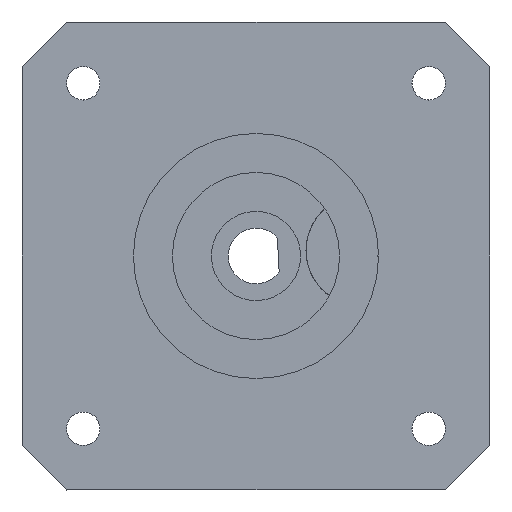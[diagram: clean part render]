
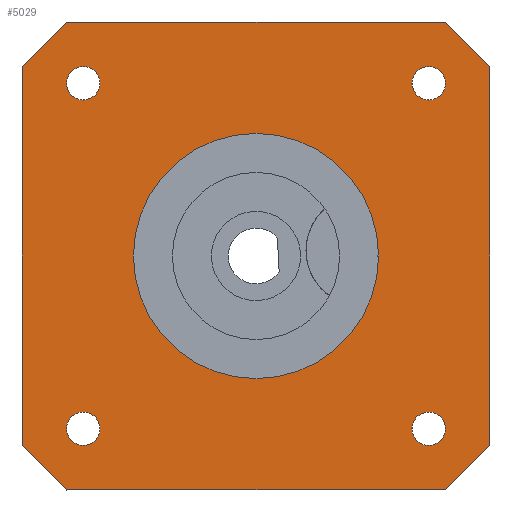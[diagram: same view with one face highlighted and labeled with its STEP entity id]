
A CAD part, front view. The second image highlights one B-rep face of the part: STEP entity #5029.
In plain terms, the highlighted planar face has unit normal (0, -1, 0).
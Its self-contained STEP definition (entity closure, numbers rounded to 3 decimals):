
#195=FACE_BOUND('',#708,.T.);
#196=FACE_BOUND('',#709,.T.);
#197=FACE_BOUND('',#710,.T.);
#198=FACE_BOUND('',#711,.T.);
#199=FACE_BOUND('',#712,.T.);
#311=PLANE('',#5672);
#406=FACE_OUTER_BOUND('',#707,.T.);
#707=EDGE_LOOP('',(#3517,#3518,#3519,#3520,#3521,#3522,#3523,#3524));
#708=EDGE_LOOP('',(#3525));
#709=EDGE_LOOP('',(#3526));
#710=EDGE_LOOP('',(#3527));
#711=EDGE_LOOP('',(#3528));
#712=EDGE_LOOP('',(#3529));
#1083=LINE('',#8192,#1384);
#1115=LINE('',#8318,#1416);
#1118=LINE('',#8323,#1419);
#1119=LINE('',#8326,#1420);
#1121=LINE('',#8330,#1422);
#1123=LINE('',#8333,#1424);
#1125=LINE('',#8337,#1426);
#1127=LINE('',#8343,#1428);
#1384=VECTOR('',#6379,10.);
#1416=VECTOR('',#6513,10.);
#1419=VECTOR('',#6518,10.);
#1420=VECTOR('',#6521,10.);
#1422=VECTOR('',#6525,10.);
#1424=VECTOR('',#6529,10.);
#1426=VECTOR('',#6533,10.);
#1428=VECTOR('',#6541,10.);
#1709=CIRCLE('',#5655,1.5);
#1710=CIRCLE('',#5657,1.5);
#1711=CIRCLE('',#5659,1.5);
#1712=CIRCLE('',#5661,1.5);
#1713=CIRCLE('',#5670,11.);
#2123=VERTEX_POINT('',#8189);
#2124=VERTEX_POINT('',#8191);
#2162=VERTEX_POINT('',#8298);
#2163=VERTEX_POINT('',#8302);
#2164=VERTEX_POINT('',#8306);
#2165=VERTEX_POINT('',#8310);
#2166=VERTEX_POINT('',#8315);
#2167=VERTEX_POINT('',#8317);
#2168=VERTEX_POINT('',#8321);
#2169=VERTEX_POINT('',#8325);
#2170=VERTEX_POINT('',#8329);
#2171=VERTEX_POINT('',#8335);
#2172=VERTEX_POINT('',#8339);
#2627=EDGE_CURVE('',#2123,#2124,#1083,.T.);
#2682=EDGE_CURVE('',#2162,#2162,#1709,.T.);
#2684=EDGE_CURVE('',#2163,#2163,#1710,.T.);
#2686=EDGE_CURVE('',#2164,#2164,#1711,.T.);
#2688=EDGE_CURVE('',#2165,#2165,#1712,.T.);
#2690=EDGE_CURVE('',#2166,#2167,#1115,.T.);
#2693=EDGE_CURVE('',#2168,#2166,#1118,.T.);
#2694=EDGE_CURVE('',#2124,#2169,#1119,.T.);
#2696=EDGE_CURVE('',#2169,#2170,#1121,.T.);
#2698=EDGE_CURVE('',#2170,#2168,#1123,.T.);
#2700=EDGE_CURVE('',#2171,#2123,#1125,.T.);
#2701=EDGE_CURVE('',#2172,#2172,#1713,.T.);
#2703=EDGE_CURVE('',#2167,#2171,#1127,.T.);
#3517=ORIENTED_EDGE('',*,*,#2690,.F.);
#3518=ORIENTED_EDGE('',*,*,#2693,.F.);
#3519=ORIENTED_EDGE('',*,*,#2698,.F.);
#3520=ORIENTED_EDGE('',*,*,#2696,.F.);
#3521=ORIENTED_EDGE('',*,*,#2694,.F.);
#3522=ORIENTED_EDGE('',*,*,#2627,.F.);
#3523=ORIENTED_EDGE('',*,*,#2700,.F.);
#3524=ORIENTED_EDGE('',*,*,#2703,.F.);
#3525=ORIENTED_EDGE('',*,*,#2682,.T.);
#3526=ORIENTED_EDGE('',*,*,#2684,.T.);
#3527=ORIENTED_EDGE('',*,*,#2686,.T.);
#3528=ORIENTED_EDGE('',*,*,#2688,.T.);
#3529=ORIENTED_EDGE('',*,*,#2701,.F.);
#5029=ADVANCED_FACE('',(#406,#195,#196,#197,#198,#199),#311,.F.);
#5655=AXIS2_PLACEMENT_3D('',#8300,#6491,#6492);
#5657=AXIS2_PLACEMENT_3D('',#8304,#6496,#6497);
#5659=AXIS2_PLACEMENT_3D('',#8308,#6501,#6502);
#5661=AXIS2_PLACEMENT_3D('',#8312,#6506,#6507);
#5670=AXIS2_PLACEMENT_3D('',#8340,#6536,#6537);
#5672=AXIS2_PLACEMENT_3D('',#8344,#6542,#6543);
#6379=DIRECTION('',(0.,0.,-1.));
#6491=DIRECTION('center_axis',(0.,1.,0.));
#6492=DIRECTION('ref_axis',(1.,0.,0.));
#6496=DIRECTION('center_axis',(0.,1.,0.));
#6497=DIRECTION('ref_axis',(1.,0.,0.));
#6501=DIRECTION('center_axis',(0.,1.,0.));
#6502=DIRECTION('ref_axis',(1.,0.,0.));
#6506=DIRECTION('center_axis',(0.,1.,0.));
#6507=DIRECTION('ref_axis',(1.,0.,0.));
#6513=DIRECTION('',(0.707,0.,0.707));
#6518=DIRECTION('',(0.,0.,1.));
#6521=DIRECTION('',(-0.707,0.,-0.707));
#6525=DIRECTION('',(-1.,0.,0.));
#6529=DIRECTION('',(-0.707,0.,0.707));
#6533=DIRECTION('',(0.707,0.,-0.707));
#6536=DIRECTION('center_axis',(0.,-1.,0.));
#6537=DIRECTION('ref_axis',(1.,0.,0.));
#6541=DIRECTION('',(1.,0.,0.));
#6542=DIRECTION('center_axis',(0.,1.,0.));
#6543=DIRECTION('ref_axis',(0.,0.,1.));
#8189=CARTESIAN_POINT('',(21.,0.,17.));
#8191=CARTESIAN_POINT('',(21.,0.,-17.));
#8192=CARTESIAN_POINT('',(21.,0.,21.));
#8298=CARTESIAN_POINT('',(-17.,0.,15.5));
#8300=CARTESIAN_POINT('Origin',(-15.5,0.,15.5));
#8302=CARTESIAN_POINT('',(-17.,0.,-15.5));
#8304=CARTESIAN_POINT('Origin',(-15.5,0.,-15.5));
#8306=CARTESIAN_POINT('',(14.,0.,15.5));
#8308=CARTESIAN_POINT('Origin',(15.5,0.,15.5));
#8310=CARTESIAN_POINT('',(14.,0.,-15.5));
#8312=CARTESIAN_POINT('Origin',(15.5,0.,-15.5));
#8315=CARTESIAN_POINT('',(-21.,0.,17.));
#8317=CARTESIAN_POINT('',(-17.,0.,21.));
#8318=CARTESIAN_POINT('',(-19.,0.,19.));
#8321=CARTESIAN_POINT('',(-21.,0.,-17.));
#8323=CARTESIAN_POINT('',(-21.,0.,-21.));
#8325=CARTESIAN_POINT('',(17.,0.,-21.));
#8326=CARTESIAN_POINT('',(19.,0.,-19.));
#8329=CARTESIAN_POINT('',(-17.,0.,-21.));
#8330=CARTESIAN_POINT('',(21.,0.,-21.));
#8333=CARTESIAN_POINT('',(-19.,0.,-19.));
#8335=CARTESIAN_POINT('',(17.,0.,21.));
#8337=CARTESIAN_POINT('',(19.,0.,19.));
#8339=CARTESIAN_POINT('',(-11.,0.,0.));
#8340=CARTESIAN_POINT('Origin',(0.,0.,0.));
#8343=CARTESIAN_POINT('',(-21.,0.,21.));
#8344=CARTESIAN_POINT('Origin',(0.,0.,0.));
